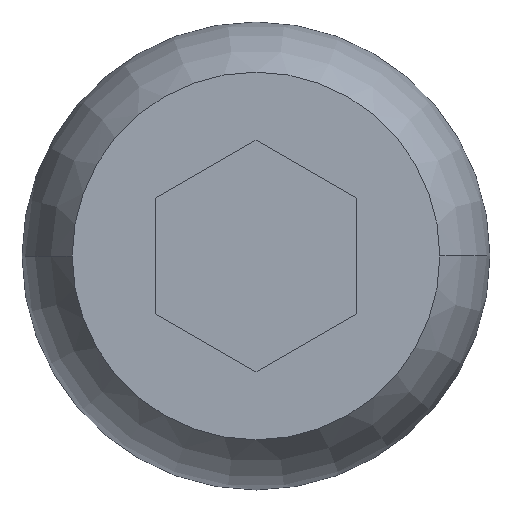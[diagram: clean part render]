
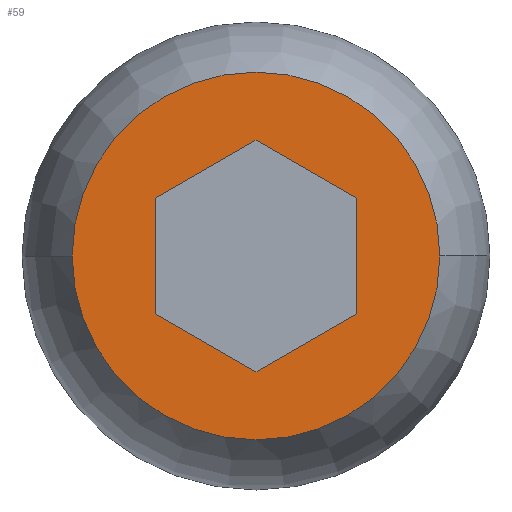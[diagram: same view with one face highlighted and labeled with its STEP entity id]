
A CAD part, left-side view. The second image highlights one B-rep face of the part: STEP entity #59.
In plain terms, the highlighted planar face has unit normal (-1, 0, 0).
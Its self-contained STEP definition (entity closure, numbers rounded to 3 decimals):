
#14 = ORIENTED_EDGE ( 'NONE', *, *, #53, .F. ) ;
#38 = VERTEX_POINT ( 'NONE', #239 ) ;
#49 = DIRECTION ( 'NONE',  ( -1., 0., 0. ) ) ;
#53 = EDGE_CURVE ( 'NONE', #38, #55, #396, .T. ) ;
#55 = VERTEX_POINT ( 'NONE', #471 ) ;
#59 = ADVANCED_FACE ( 'NONE', ( #462, #218 ), #458, .T. ) ;
#65 = CARTESIAN_POINT ( 'NONE',  ( 0., 3., 1.732 ) ) ;
#67 = CARTESIAN_POINT ( 'NONE',  ( 0., -5.5, 0. ) ) ;
#77 = DIRECTION ( 'NONE',  ( 0., 0., 1. ) ) ;
#84 = ORIENTED_EDGE ( 'NONE', *, *, #405, .F. ) ;
#85 = DIRECTION ( 'NONE',  ( 0., 0., -1. ) ) ;
#86 = EDGE_CURVE ( 'NONE', #321, #590, #567, .T. ) ;
#89 = LINE ( 'NONE', #300, #451 ) ;
#108 = CARTESIAN_POINT ( 'NONE',  ( 0., 3., -1.732 ) ) ;
#121 = EDGE_LOOP ( 'NONE', ( #592, #206, #14, #186, #305, #472 ) ) ;
#133 = CARTESIAN_POINT ( 'NONE',  ( 0., 3., 1.732 ) ) ;
#161 = EDGE_CURVE ( 'NONE', #272, #572, #89, .T. ) ;
#165 = EDGE_CURVE ( 'NONE', #428, #468, #413, .T. ) ;
#180 = LINE ( 'NONE', #389, #514 ) ;
#186 = ORIENTED_EDGE ( 'NONE', *, *, #454, .F. ) ;
#201 = CARTESIAN_POINT ( 'NONE',  ( 0., 0., 0. ) ) ;
#206 = ORIENTED_EDGE ( 'NONE', *, *, #492, .F. ) ;
#207 = AXIS2_PLACEMENT_3D ( 'NONE', #307, #304, #510 ) ;
#217 = EDGE_CURVE ( 'NONE', #572, #321, #586, .T. ) ;
#218 = FACE_OUTER_BOUND ( 'NONE', #344, .T. ) ;
#226 = LINE ( 'NONE', #335, #301 ) ;
#229 = CARTESIAN_POINT ( 'NONE',  ( 0., 0., 0. ) ) ;
#239 = CARTESIAN_POINT ( 'NONE',  ( 0., -3., -1.732 ) ) ;
#265 = AXIS2_PLACEMENT_3D ( 'NONE', #201, #49, #620 ) ;
#272 = VERTEX_POINT ( 'NONE', #563 ) ;
#284 = ORIENTED_EDGE ( 'NONE', *, *, #165, .F. ) ;
#300 = CARTESIAN_POINT ( 'NONE',  ( 0., 0., 3.464 ) ) ;
#301 = VECTOR ( 'NONE', #536, 1000. ) ;
#304 = DIRECTION ( 'NONE',  ( 1., 0., 0. ) ) ;
#305 = ORIENTED_EDGE ( 'NONE', *, *, #86, .F. ) ;
#307 = CARTESIAN_POINT ( 'NONE',  ( 0., 0., 0. ) ) ;
#321 = VERTEX_POINT ( 'NONE', #108 ) ;
#335 = CARTESIAN_POINT ( 'NONE',  ( 0., 0., -3.464 ) ) ;
#344 = EDGE_LOOP ( 'NONE', ( #84, #284 ) ) ;
#368 = VECTOR ( 'NONE', #604, 1000. ) ;
#381 = CARTESIAN_POINT ( 'NONE',  ( 0., 0., -3.464 ) ) ;
#389 = CARTESIAN_POINT ( 'NONE',  ( 0., -3., 1.732 ) ) ;
#391 = VECTOR ( 'NONE', #85, 1000. ) ;
#396 = LINE ( 'NONE', #584, #667 ) ;
#405 = EDGE_CURVE ( 'NONE', #468, #428, #625, .T. ) ;
#413 = CIRCLE ( 'NONE', #207, 5.5 ) ;
#428 = VERTEX_POINT ( 'NONE', #67 ) ;
#431 = AXIS2_PLACEMENT_3D ( 'NONE', #229, #578, #539 ) ;
#451 = VECTOR ( 'NONE', #600, 1000. ) ;
#454 = EDGE_CURVE ( 'NONE', #590, #38, #226, .T. ) ;
#458 = PLANE ( 'NONE',  #265 ) ;
#462 = FACE_BOUND ( 'NONE', #121, .T. ) ;
#468 = VERTEX_POINT ( 'NONE', #633 ) ;
#471 = CARTESIAN_POINT ( 'NONE',  ( 0., -3., 1.732 ) ) ;
#472 = ORIENTED_EDGE ( 'NONE', *, *, #217, .F. ) ;
#474 = CARTESIAN_POINT ( 'NONE',  ( 0., 3., -1.732 ) ) ;
#492 = EDGE_CURVE ( 'NONE', #55, #272, #180, .T. ) ;
#510 = DIRECTION ( 'NONE',  ( 0., 1., 0. ) ) ;
#514 = VECTOR ( 'NONE', #533, 1000. ) ;
#533 = DIRECTION ( 'NONE',  ( 0., 0.866, 0.5 ) ) ;
#536 = DIRECTION ( 'NONE',  ( 0., -0.866, 0.5 ) ) ;
#539 = DIRECTION ( 'NONE',  ( 0., 1., 0. ) ) ;
#563 = CARTESIAN_POINT ( 'NONE',  ( 0., 0., 3.464 ) ) ;
#567 = LINE ( 'NONE', #474, #368 ) ;
#572 = VERTEX_POINT ( 'NONE', #65 ) ;
#578 = DIRECTION ( 'NONE',  ( 1., 0., 0. ) ) ;
#584 = CARTESIAN_POINT ( 'NONE',  ( 0., -3., -1.732 ) ) ;
#586 = LINE ( 'NONE', #133, #391 ) ;
#590 = VERTEX_POINT ( 'NONE', #381 ) ;
#592 = ORIENTED_EDGE ( 'NONE', *, *, #161, .F. ) ;
#600 = DIRECTION ( 'NONE',  ( 0., 0.866, -0.5 ) ) ;
#604 = DIRECTION ( 'NONE',  ( 0., -0.866, -0.5 ) ) ;
#620 = DIRECTION ( 'NONE',  ( 0., -1., 0. ) ) ;
#625 = CIRCLE ( 'NONE', #431, 5.5 ) ;
#633 = CARTESIAN_POINT ( 'NONE',  ( 0., 5.5, 0. ) ) ;
#667 = VECTOR ( 'NONE', #77, 1000. ) ;
